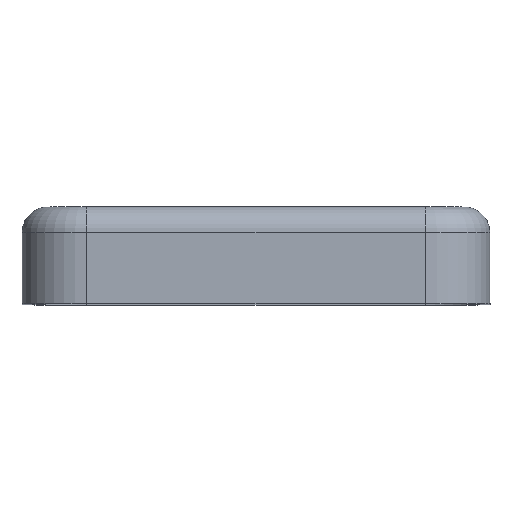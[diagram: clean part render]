
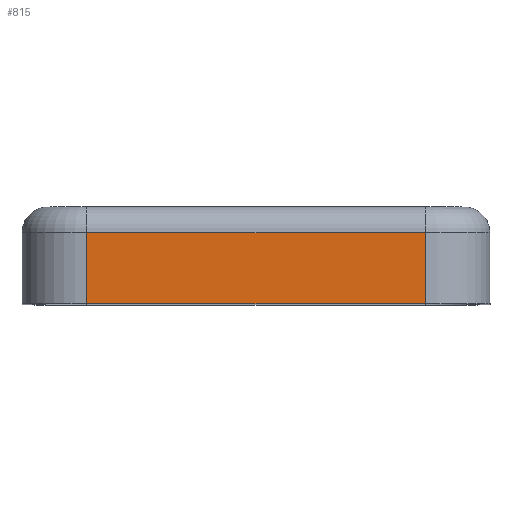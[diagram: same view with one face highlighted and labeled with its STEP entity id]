
A CAD part, top view. The second image highlights one B-rep face of the part: STEP entity #815.
In plain terms, the highlighted planar face has unit normal (0, 0, 1).
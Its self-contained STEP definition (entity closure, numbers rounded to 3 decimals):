
#37 = CARTESIAN_POINT ( 'NONE',  ( -5.25, -3., 11.65 ) ) ;
#80 = FACE_OUTER_BOUND ( 'NONE', #382, .T. ) ;
#87 = DIRECTION ( 'NONE',  ( 1., 0., 0. ) ) ;
#270 = CARTESIAN_POINT ( 'NONE',  ( 5.25, -0.8, 11.65 ) ) ;
#279 = ORIENTED_EDGE ( 'NONE', *, *, #1101, .F. ) ;
#382 = EDGE_LOOP ( 'NONE', ( #1851, #1295, #279, #647 ) ) ;
#440 = CARTESIAN_POINT ( 'NONE',  ( -5.25, -3., 11.65 ) ) ;
#500 = DIRECTION ( 'NONE',  ( 0., -1., 0. ) ) ;
#647 = ORIENTED_EDGE ( 'NONE', *, *, #1857, .T. ) ;
#661 = LINE ( 'NONE', #1002, #2398 ) ;
#771 = VECTOR ( 'NONE', #500, 1000. ) ;
#815 = ADVANCED_FACE ( 'NONE', ( #80 ), #2259, .T. ) ;
#913 = VERTEX_POINT ( 'NONE', #440 ) ;
#927 = DIRECTION ( 'NONE',  ( 0., -1., 0. ) ) ;
#966 = VERTEX_POINT ( 'NONE', #2741 ) ;
#1002 = CARTESIAN_POINT ( 'NONE',  ( -5.25, 0., 11.65 ) ) ;
#1101 = EDGE_CURVE ( 'NONE', #2624, #1336, #2248, .T. ) ;
#1119 = AXIS2_PLACEMENT_3D ( 'NONE', #2269, #1138, #927 ) ;
#1138 = DIRECTION ( 'NONE',  ( 0., 0., 1. ) ) ;
#1269 = VECTOR ( 'NONE', #87, 1000. ) ;
#1270 = VECTOR ( 'NONE', #1669, 1000. ) ;
#1295 = ORIENTED_EDGE ( 'NONE', *, *, #1701, .F. ) ;
#1336 = VERTEX_POINT ( 'NONE', #270 ) ;
#1377 = CARTESIAN_POINT ( 'NONE',  ( 5.25, 0., 11.65 ) ) ;
#1669 = DIRECTION ( 'NONE',  ( 1., 0., 0. ) ) ;
#1701 = EDGE_CURVE ( 'NONE', #1336, #966, #2565, .T. ) ;
#1805 = EDGE_CURVE ( 'NONE', #913, #966, #2700, .T. ) ;
#1819 = CARTESIAN_POINT ( 'NONE',  ( -5.25, -0.8, 11.65 ) ) ;
#1851 = ORIENTED_EDGE ( 'NONE', *, *, #1805, .T. ) ;
#1857 = EDGE_CURVE ( 'NONE', #2624, #913, #661, .T. ) ;
#2123 = CARTESIAN_POINT ( 'NONE',  ( -5.25, -0.8, 11.65 ) ) ;
#2248 = LINE ( 'NONE', #2123, #1269 ) ;
#2259 = PLANE ( 'NONE',  #1119 ) ;
#2269 = CARTESIAN_POINT ( 'NONE',  ( -5.25, 0., 11.65 ) ) ;
#2398 = VECTOR ( 'NONE', #2572, 1000. ) ;
#2565 = LINE ( 'NONE', #1377, #771 ) ;
#2572 = DIRECTION ( 'NONE',  ( 0., -1., 0. ) ) ;
#2624 = VERTEX_POINT ( 'NONE', #1819 ) ;
#2700 = LINE ( 'NONE', #37, #1270 ) ;
#2741 = CARTESIAN_POINT ( 'NONE',  ( 5.25, -3., 11.65 ) ) ;
